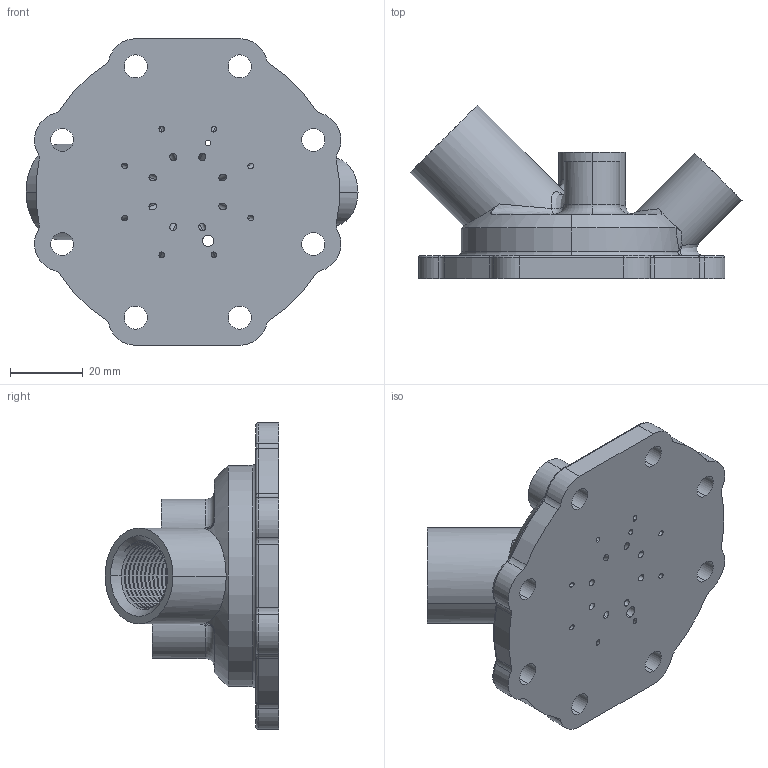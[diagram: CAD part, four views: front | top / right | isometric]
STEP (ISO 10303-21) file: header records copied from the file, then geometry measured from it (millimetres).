
FILE_DESCRIPTION (( 'STEP AP214' ), '1' );
FILE_NAME ('GasGeneratorInjector_02-22.STEP', '2025-02-22T20:10:52', ( '' ), ( '' ), 'SwSTEP 2.0', 'SolidWorks 2024', '' );
FILE_SCHEMA (( 'AUTOMOTIVE_DESIGN' ));
Length unit declared in the file: inch
Products named in the file (1): GasGeneratorInjector_02-22
Bounding box: 91.5 x 47.88 x 84.47 mm (x, y, z)
Volume: 71510.2 mm3; surface area: 31218 mm2
Topology: 1 solids, 1 shells, 375 faces, 1030 edges, 639 vertices
Faces by surface type: cylinder 213, bspline 67, torus 52, cone 27, plane 12, sphere 4
Entity records: 27550 total; most frequent: CARTESIAN_POINT 19212, ORIENTED_EDGE 2050, DIRECTION 1498, EDGE_CURVE 1025, VERTEX_POINT 637, AXIS2_PLACEMENT_3D 628, EDGE_LOOP 416, ADVANCED_FACE 375
